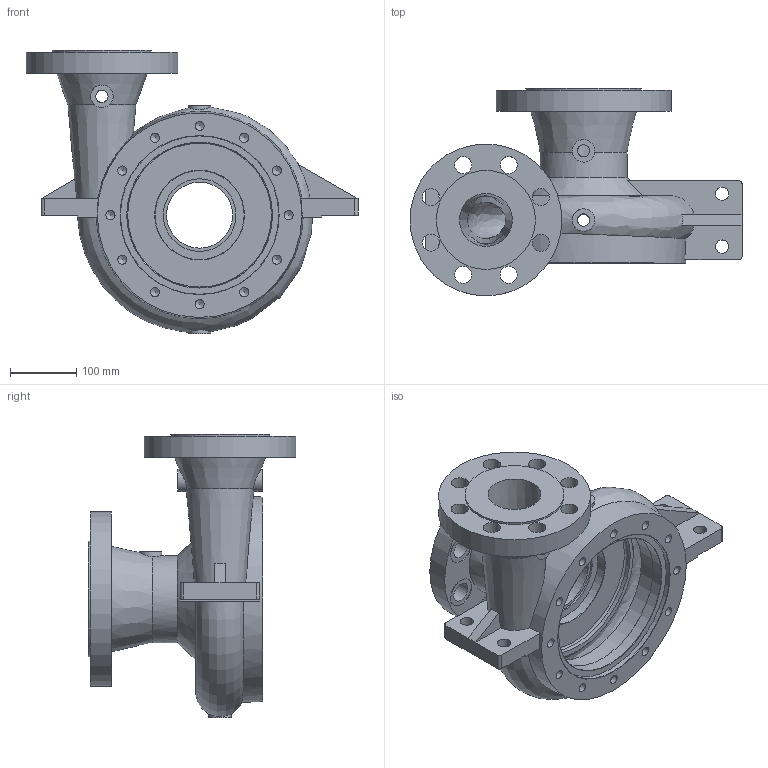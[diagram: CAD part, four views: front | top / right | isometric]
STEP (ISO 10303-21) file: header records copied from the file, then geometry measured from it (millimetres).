
FILE_DESCRIPTION(/* description */ (''),/* implementation_level */ '2;1');
FILE_NAME(/* name */ 'Part 099.stp',/* time_stamp */ '2015-03-12T16:17:10+02:00',/* author */ ('SFC'),/* organization */ (''),/* preprocessor_version */ 'ST-DEVELOPER v15.2',/* originating_system */ 'Autodesk Inventor 2014',/* authorisation */ '');
FILE_SCHEMA (('AUTOMOTIVE_DESIGN { 1 0 10303 214 3 1 1 }'));
Length unit declared in the file: millimetre
Products named in the file (1): Corp pompa centrifugala (Inv2011)
Bounding box: 503 x 315 x 430 mm (x, y, z)
Volume: 8284131 mm3; surface area: 887878.9 mm2
Topology: 1 solids, 1 shells, 159 faces, 398 edges, 260 vertices
Faces by surface type: cylinder 75, plane 57, cone 21, bspline 4, sphere 1, torus 1
Full cylindrical faces by diameter (mm): 13.835 x12, 18.631 x5, 20 x4, 26 x8, 30 x8, 34 x5, 42 x8, 45 x8, 100 x1, 110 x1, 132 x1, 135 x1, 150 x1, 175 x1, 220 x1, 224 x2, 230 x1, 240 x1, 265 x1
Entity records: 6360 total; most frequent: CARTESIAN_POINT 2971, DIRECTION 706, ORIENTED_EDGE 522, AXIS2_PLACEMENT_3D 330, EDGE_LOOP 325, EDGE_CURVE 261, VERTEX_POINT 216, FACE_BOUND 184
